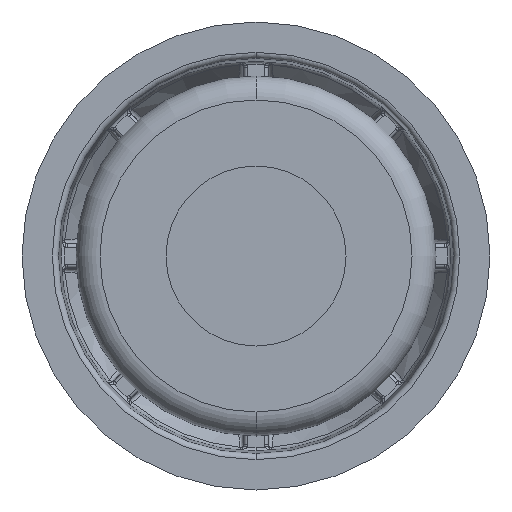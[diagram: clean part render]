
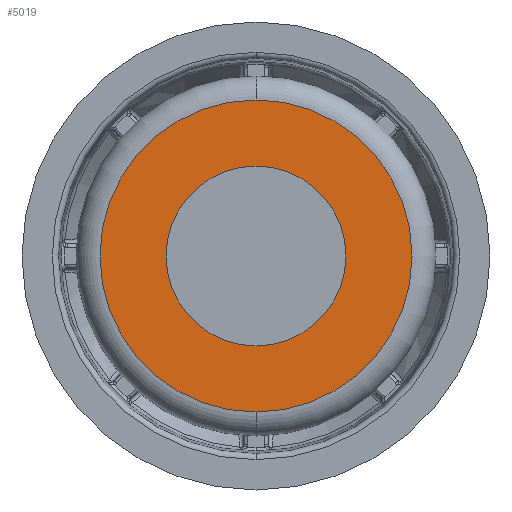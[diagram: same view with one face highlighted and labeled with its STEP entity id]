
A CAD part, front view. The second image highlights one B-rep face of the part: STEP entity #5019.
In plain terms, the highlighted planar face has unit normal (0, -1, 0).
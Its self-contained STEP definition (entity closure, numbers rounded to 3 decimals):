
#68 = CIRCLE ( 'NONE', #9203, 13. ) ;
#453 = DIRECTION ( 'NONE',  ( 0., -1., 0. ) ) ;
#476 = EDGE_CURVE ( 'NONE', #4082, #8364, #14683, .T. ) ;
#790 = DIRECTION ( 'NONE',  ( 0., 0., -1. ) ) ;
#878 = VERTEX_POINT ( 'NONE', #10808 ) ;
#1247 = EDGE_CURVE ( 'NONE', #13113, #878, #13682, .T. ) ;
#1400 = DIRECTION ( 'NONE',  ( 0., 0., -1. ) ) ;
#2764 = ORIENTED_EDGE ( 'NONE', *, *, #3766, .F. ) ;
#2818 = CARTESIAN_POINT ( 'NONE',  ( 9.729, 16.985, 30.337 ) ) ;
#3433 = DIRECTION ( 'NONE',  ( 0., -1., 0. ) ) ;
#3766 = EDGE_CURVE ( 'NONE', #878, #13113, #4111, .T. ) ;
#4082 = VERTEX_POINT ( 'NONE', #6187 ) ;
#4111 = CIRCLE ( 'NONE', #9317, 7.5 ) ;
#4321 = AXIS2_PLACEMENT_3D ( 'NONE', #4878, #9538, #10841 ) ;
#4564 = PLANE ( 'NONE',  #4321 ) ;
#4878 = CARTESIAN_POINT ( 'NONE',  ( 17.229, 16.985, 30.337 ) ) ;
#5019 = ADVANCED_FACE ( 'NONE', ( #7168, #15733 ), #4564, .T. ) ;
#5353 = DIRECTION ( 'NONE',  ( 0., 0., -1. ) ) ;
#6187 = CARTESIAN_POINT ( 'NONE',  ( 9.729, 16.985, 43.337 ) ) ;
#7163 = CARTESIAN_POINT ( 'NONE',  ( 9.729, 16.985, 37.837 ) ) ;
#7168 = FACE_BOUND ( 'NONE', #8886, .T. ) ;
#8364 = VERTEX_POINT ( 'NONE', #14289 ) ;
#8828 = CARTESIAN_POINT ( 'NONE',  ( 9.729, 16.985, 30.337 ) ) ;
#8886 = EDGE_LOOP ( 'NONE', ( #2764, #12414 ) ) ;
#8982 = AXIS2_PLACEMENT_3D ( 'NONE', #14608, #3433, #16072 ) ;
#9203 = AXIS2_PLACEMENT_3D ( 'NONE', #8828, #12554, #1400 ) ;
#9293 = EDGE_LOOP ( 'NONE', ( #12949, #12244 ) ) ;
#9317 = AXIS2_PLACEMENT_3D ( 'NONE', #14719, #14634, #790 ) ;
#9538 = DIRECTION ( 'NONE',  ( 0., -1., 0. ) ) ;
#10352 = EDGE_CURVE ( 'NONE', #8364, #4082, #68, .T. ) ;
#10808 = CARTESIAN_POINT ( 'NONE',  ( 9.729, 16.985, 22.837 ) ) ;
#10841 = DIRECTION ( 'NONE',  ( 0., 0., -1. ) ) ;
#12244 = ORIENTED_EDGE ( 'NONE', *, *, #476, .T. ) ;
#12414 = ORIENTED_EDGE ( 'NONE', *, *, #1247, .F. ) ;
#12554 = DIRECTION ( 'NONE',  ( 0., -1., 0. ) ) ;
#12949 = ORIENTED_EDGE ( 'NONE', *, *, #10352, .T. ) ;
#13113 = VERTEX_POINT ( 'NONE', #7163 ) ;
#13682 = CIRCLE ( 'NONE', #13952, 7.5 ) ;
#13952 = AXIS2_PLACEMENT_3D ( 'NONE', #2818, #453, #5353 ) ;
#14289 = CARTESIAN_POINT ( 'NONE',  ( 9.729, 16.985, 17.337 ) ) ;
#14608 = CARTESIAN_POINT ( 'NONE',  ( 9.729, 16.985, 30.337 ) ) ;
#14634 = DIRECTION ( 'NONE',  ( 0., -1., 0. ) ) ;
#14683 = CIRCLE ( 'NONE', #8982, 13. ) ;
#14719 = CARTESIAN_POINT ( 'NONE',  ( 9.729, 16.985, 30.337 ) ) ;
#15733 = FACE_OUTER_BOUND ( 'NONE', #9293, .T. ) ;
#16072 = DIRECTION ( 'NONE',  ( 0., 0., -1. ) ) ;
